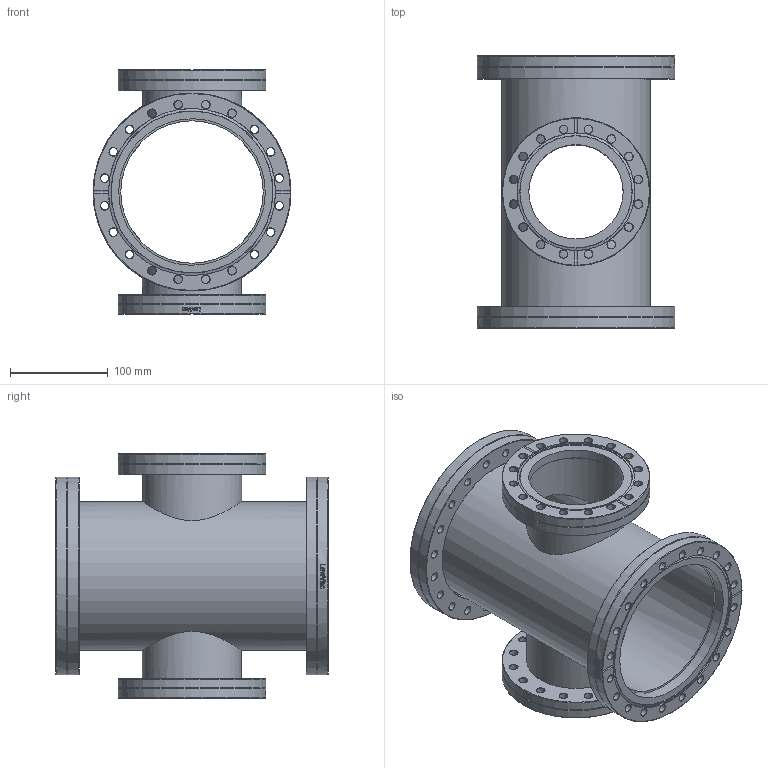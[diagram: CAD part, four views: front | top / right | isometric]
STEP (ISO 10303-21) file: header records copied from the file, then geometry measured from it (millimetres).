
FILE_DESCRIPTION(/* description */ (''),/* implementation_level */ '2;1');
FILE_NAME(/* name */ 'FL-RX160-100CF.stp',/* time_stamp */ '2018-03-01T09:06:13+00:00',/* author */ ('paul'),/* organization */ (''),/* preprocessor_version */ 'ST-DEVELOPER v17',/* originating_system */ 'Autodesk Inventor 2018',/* authorisation */ '');
FILE_SCHEMA (('AUTOMOTIVE_DESIGN { 1 0 10303 214 3 1 1 }'));
Products named in the file (11): FL-RX160-100CF; FL-160CF-152; FL-160CFR-152; FL-160CFR OUTER; FL-160CFR-152 INNER; main tube; FL-100CFR-102; FL-100CF rotatable outer; FL-100CF rotatable inner bored for 101.6 OD tube; FL-100CF-102; side tube
Assembly tree (11 placements, depth 3):
  FL-RX160-100CF
    FL-160CF-152
    FL-160CFR-152
      FL-160CFR OUTER
      FL-160CFR-152 INNER
    main tube
    side tube  x2
    FL-100CFR-102
      FL-100CF rotatable outer
      FL-100CF rotatable inner bored for 101.6 OD tube
    FL-100CF-102
Bounding box: 203 x 279.4 x 250.2 mm (x, y, z)
Volume: 1359059.5 mm3; surface area: 530626.4 mm2
Topology: 9 solids, 9 shells, 680 faces, 1851 edges, 1225 vertices
Faces by surface type: bspline 212, cone 170, plane 148, cylinder 146, torus 4
Full cylindrical faces by diameter (mm): 8.4 x72, 96.8 x2, 97 x2, 101.6 x4, 101.9 x2, 110.8 x1, 120.4 x1, 120.6 x2, 146 x1, 150.2 x2, 151.6 x4, 152.4 x1, 152.9 x2, 156 x1, 171.4 x3, 203 x4
Entity records: 72767 total; most frequent: CARTESIAN_POINT 56155, ORIENTED_EDGE 3684, DIRECTION 2820, EDGE_CURVE 1842, VERTEX_POINT 1218, AXIS2_PLACEMENT_3D 1078, EDGE_LOOP 876, FACE_OUTER_BOUND 676
